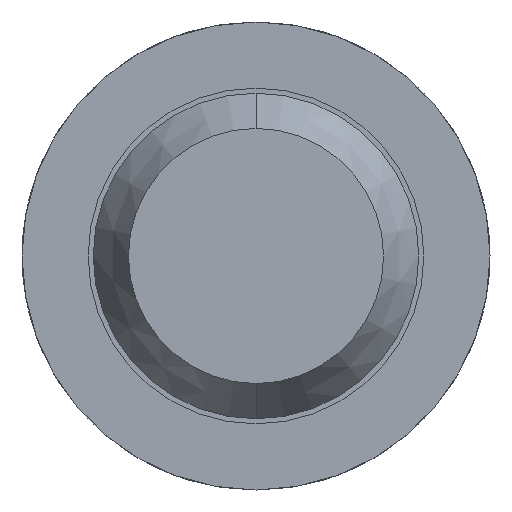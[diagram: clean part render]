
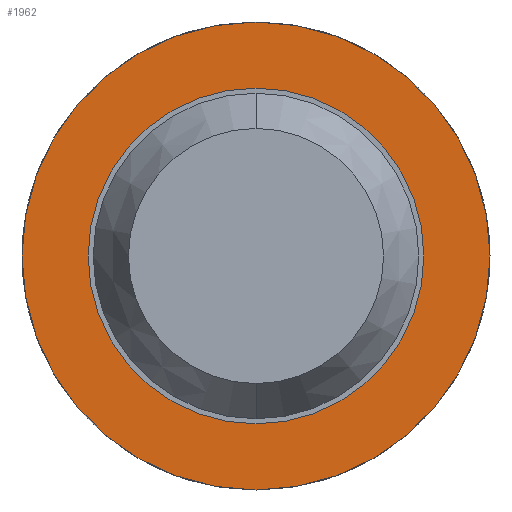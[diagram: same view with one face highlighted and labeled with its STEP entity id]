
A CAD part, front view. The second image highlights one B-rep face of the part: STEP entity #1962.
In plain terms, the highlighted planar face has unit normal (0, -1, 0).
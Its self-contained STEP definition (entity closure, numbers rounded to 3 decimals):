
#85 = DIRECTION ( 'NONE',  ( 0., 1., 0. ) ) ;
#147 = FACE_BOUND ( 'NONE', #153, .T. ) ;
#148 = ORIENTED_EDGE ( 'NONE', *, *, #3418, .F. ) ;
#153 = EDGE_LOOP ( 'NONE', ( #3681, #1752 ) ) ;
#363 = AXIS2_PLACEMENT_3D ( 'NONE', #1075, #718, #3392 ) ;
#370 = CIRCLE ( 'NONE', #539, 0.825 ) ;
#505 = EDGE_CURVE ( 'Defeature ausgef�hrt1_7+Defeature ausgef�hrt1_6+Defeature ausgef�hrt1_6+Defeature ausgef�hrt1_6', #2152, #1502, #3834, .T. ) ;
#533 = EDGE_CURVE ( 'Defeature ausgef�hrt1_0+Defeature ausgef�hrt1_7+Defeature ausgef�hrt1_7+Defeature ausgef�hrt1_7', #887, #2352, #2062, .T. ) ;
#539 = AXIS2_PLACEMENT_3D ( 'NONE', #3275, #2240, #2565 ) ;
#718 = DIRECTION ( 'NONE',  ( 0., 1., 0. ) ) ;
#731 = AXIS2_PLACEMENT_3D ( 'NONE', #2975, #1024, #3320 ) ;
#846 = EDGE_CURVE ( 'Defeature ausgef�hrt1_7+Defeature ausgef�hrt1_6+Defeature ausgef�hrt1_6+Defeature ausgef�hrt1_6', #1502, #2152, #370, .T. ) ;
#887 = VERTEX_POINT ( 'NONE', #3285 ) ;
#1024 = DIRECTION ( 'NONE',  ( 0., 1., 0. ) ) ;
#1075 = CARTESIAN_POINT ( 'NONE',  ( 0., -1.7, 0. ) ) ;
#1177 = CARTESIAN_POINT ( 'NONE',  ( 0., -1.7, -0.825 ) ) ;
#1375 = PLANE ( 'NONE',  #3153 ) ;
#1421 = CARTESIAN_POINT ( 'NONE',  ( 0., -1.7, 0. ) ) ;
#1469 = DIRECTION ( 'NONE',  ( 0., 0., 1. ) ) ;
#1502 = VERTEX_POINT ( 'NONE', #2375 ) ;
#1638 = FACE_OUTER_BOUND ( 'NONE', #2903, .T. ) ;
#1752 = ORIENTED_EDGE ( 'NONE', *, *, #505, .T. ) ;
#1962 = ADVANCED_FACE ( 'Defeature ausgef�hrt1_7', ( #1638, #147 ), #1375, .F. ) ;
#2062 = CIRCLE ( 'NONE', #363, 1.15 ) ;
#2152 = VERTEX_POINT ( 'NONE', #1177 ) ;
#2240 = DIRECTION ( 'NONE',  ( 0., 1., 0. ) ) ;
#2352 = VERTEX_POINT ( 'NONE', #3238 ) ;
#2375 = CARTESIAN_POINT ( 'NONE',  ( 0., -1.7, 0.825 ) ) ;
#2565 = DIRECTION ( 'NONE',  ( 0., 0., 1. ) ) ;
#2663 = CARTESIAN_POINT ( 'NONE',  ( 0.825, -1.7, 0. ) ) ;
#2707 = CIRCLE ( 'NONE', #3744, 1.15 ) ;
#2737 = DIRECTION ( 'NONE',  ( 0., 0., 1. ) ) ;
#2840 = ORIENTED_EDGE ( 'NONE', *, *, #533, .F. ) ;
#2903 = EDGE_LOOP ( 'NONE', ( #148, #2840 ) ) ;
#2975 = CARTESIAN_POINT ( 'NONE',  ( 0., -1.7, 0. ) ) ;
#3153 = AXIS2_PLACEMENT_3D ( 'NONE', #2663, #85, #1469 ) ;
#3238 = CARTESIAN_POINT ( 'NONE',  ( 0., -1.7, 1.15 ) ) ;
#3275 = CARTESIAN_POINT ( 'NONE',  ( 0., -1.7, 0. ) ) ;
#3285 = CARTESIAN_POINT ( 'NONE',  ( 0., -1.7, -1.15 ) ) ;
#3320 = DIRECTION ( 'NONE',  ( 0., 0., 1. ) ) ;
#3392 = DIRECTION ( 'NONE',  ( 0., 0., 1. ) ) ;
#3418 = EDGE_CURVE ( 'Defeature ausgef�hrt1_0+Defeature ausgef�hrt1_7+Defeature ausgef�hrt1_7+Defeature ausgef�hrt1_7', #2352, #887, #2707, .T. ) ;
#3681 = ORIENTED_EDGE ( 'NONE', *, *, #846, .T. ) ;
#3744 = AXIS2_PLACEMENT_3D ( 'NONE', #1421, #4081, #2737 ) ;
#3834 = CIRCLE ( 'NONE', #731, 0.825 ) ;
#4081 = DIRECTION ( 'NONE',  ( 0., 1., 0. ) ) ;
